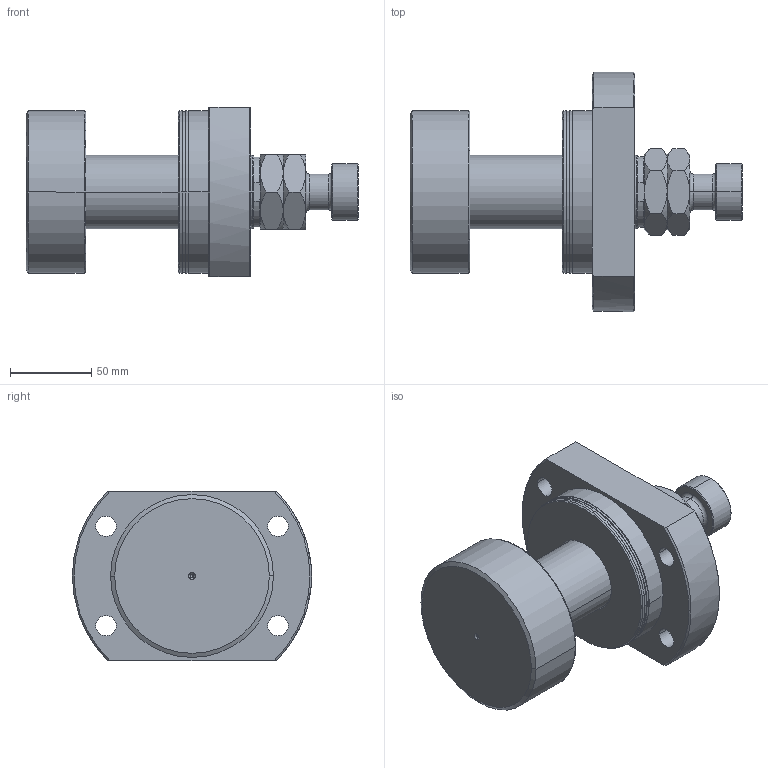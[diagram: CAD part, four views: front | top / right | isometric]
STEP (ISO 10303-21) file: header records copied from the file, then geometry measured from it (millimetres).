
FILE_DESCRIPTION (( 'STEP AP203' ), '1' );
FILE_NAME ('c45e.STEP', '2024-01-08T12:39:52', ( '' ), ( '' ), 'SwSTEP 2.0', 'SolidWorks 2019', '' );
FILE_SCHEMA (( 'CONFIG_CONTROL_DESIGN' ));
Length unit declared in the file: millimetre
Products named in the file (4): MFA 7d1b88e9b642be6ce0631af1d965cda8; V400CL_PC_Y 7d1b88e9b642be6ce0631af1d965cda8; c45e; V400CL_VC_X 7d1b88e9b642be6ce0631af1d965cda8
Assembly tree (3 placements, depth 2):
  c45e
    V400CL_VC_X 7d1b88e9b642be6ce0631af1d965cda8
    V400CL_PC_Y 7d1b88e9b642be6ce0631af1d965cda8
    MFA 7d1b88e9b642be6ce0631af1d965cda8
Bounding box: 204 x 147 x 104 mm (x, y, z)
Volume: 943905.2 mm3; surface area: 106426.9 mm2
Topology: 3 solids, 3 shells, 155 faces, 338 edges, 201 vertices
Faces by surface type: cone 56, cylinder 51, plane 42, torus 6
Entity records: 4963 total; most frequent: CARTESIAN_POINT 1160, DIRECTION 757, ORIENTED_EDGE 668, EDGE_CURVE 334, AXIS2_PLACEMENT_3D 326, VERTEX_POINT 201, EDGE_LOOP 181, CIRCLE 165
